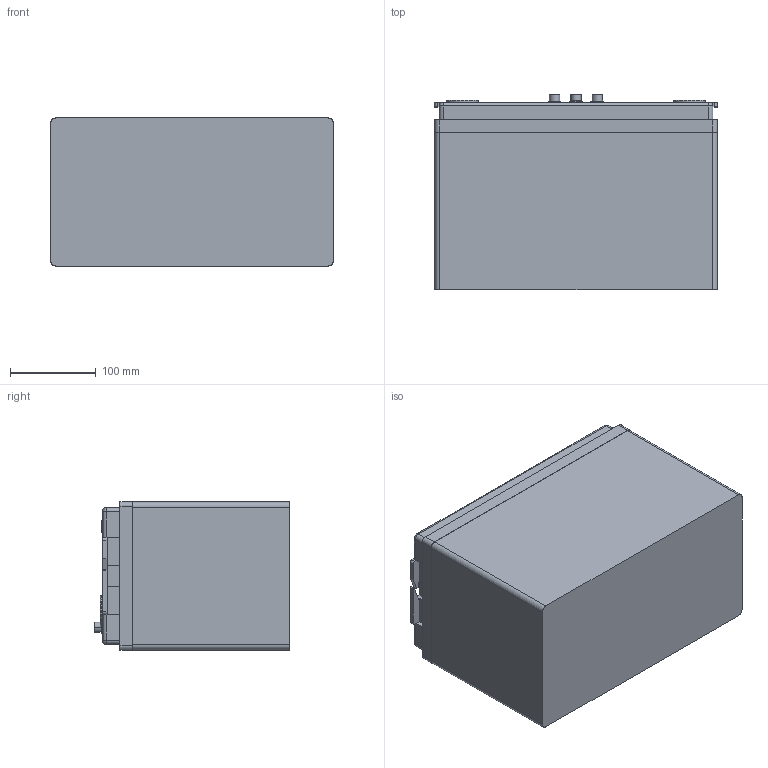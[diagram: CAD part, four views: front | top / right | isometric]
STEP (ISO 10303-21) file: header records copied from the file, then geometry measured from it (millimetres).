
FILE_DESCRIPTION (( 'STEP AP214' ), '1' );
FILE_NAME ('160S4 Case.STEP', '2024-06-04T09:53:07', ( '' ), ( '' ), 'SwSTEP 2.0', 'SolidWorks 2023', '' );
FILE_SCHEMA (( 'AUTOMOTIVE_DESIGN' ));
Length unit declared in the file: millimetre
Products named in the file (32): ASM0035_ASM_1_ASM_1_ASM_1_ASM_3_ASM; 12V100AH-JK_2_1_1_1_1_1_1_1_1_3; ASM0017_ASM_1_ASM; ASM0097_ASM_1_ASM_1_ASM_1_ASM_3_ASM; A0012-12V160---0526_ASM_1_ASM_3_ASM; 160S4 Case; ASM0027_ASM_1_ASM_1_1_ASM_1_A_3_ASM; 12V160AH-AS-12V100KE_ASM_6_1__3_ASM; GX12-4P_1_1_1_1_2_1; ASM0012_ASM_1_1_ASM_1_ASM_1_A_3_ASM; 12V160AH--------------0318_AS_3_ASM; ASM0014_ASM_1_ASM_1_ASM_1_1_A_2_ASM; 12V100AH-JGAI_2_1_1_1_1_1_1_1_3; K12_ASM_1_1_ASM_1_ASM_1_1_2_ASM_ASM; 12V160AH-----------------0314_3_ASM; ASM0040_ASM_1_ASM_1_ASM_1_ASM_3_ASM; K12_1_ASM_1_1_ASM_1_ASM_1_1_2_A_ASM; 12V160AH--------------0314_AS_3_ASM; A0012-12V160--------------061_2_ASM; K12_1_2_1_1_2_1_1_1_2_1; K12_1_1_1_1_2_1_1_1_2_1; 160S4-A0012-12V160-0223_ASM_A_2_ASM; ASM0015_ASM_1_ASM_1_ASM_1_1_A_2_ASM; 12V160AH-AS-12V100KE-0307_ASM_3_ASM; ASM0019_ASM_1_1_2_3_4_ASM_1_A_3_ASM; ASM0085_ASM_1_ASM_1_ASM_1_ASM_3_ASM; YW160-4S1P---0318_ASM_1_ASM_1_2_ASM; A0012----------12V160-YW160_A_2_ASM; PRT0006_1_1_1_2_1; A0012-12V160-YW160_ASM_1_ASM__2_ASM; 160S4-A0012-12V160-1227_ASM_A_2_ASM; ASM0025_ASM_1_ASM_1_ASM_1_ASM_3_ASM
Assembly tree (32 placements, depth 25):
  160S4 Case
    ASM0017_ASM_1_ASM
      160S4-A0012-12V160-0223_ASM_A_2_ASM
        160S4-A0012-12V160-1227_ASM_A_2_ASM
          A0012-12V160--------------061_2_ASM
            ASM0097_ASM_1_ASM_1_ASM_1_ASM_3_ASM
              A0012-12V160---0526_ASM_1_ASM_3_ASM
                ASM0085_ASM_1_ASM_1_ASM_1_ASM_3_ASM
                  A0012----------12V160-YW160_A_2_ASM
            K12_ASM_1_1_ASM_1_ASM_1_1_2_ASM_ASM
              K12_1_ASM_1_1_ASM_1_ASM_1_1_2_A_ASM
                K12_1_1_1_1_2_1_1_1_2_1
                K12_1_2_1_1_2_1_1_1_2_1
            GX12-4P_1_1_1_1_2_1
          PRT0006_1_1_1_2_1
    PRT0006_1_1_1_2_1
Bounding box: 330 x 228.5 x 173 mm (x, y, z)
Volume: 1668602.4 mm3; surface area: 684343.4 mm2
Topology: 7 solids, 7 shells, 399 faces, 903 edges, 573 vertices
Faces by surface type: cylinder 167, plane 157, torus 68, bspline 4, cone 3
Entity records: 10431 total; most frequent: DIRECTION 1882, CARTESIAN_POINT 1731, ORIENTED_EDGE 1514, EDGE_CURVE 757, AXIS2_PLACEMENT_3D 750, VERTEX_POINT 483, LINE 382, EDGE_LOOP 382
